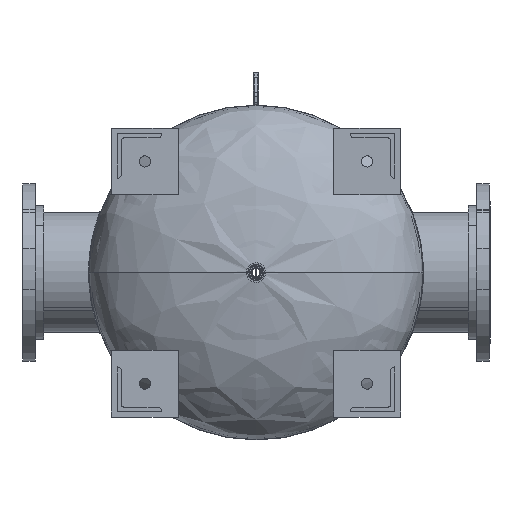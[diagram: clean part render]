
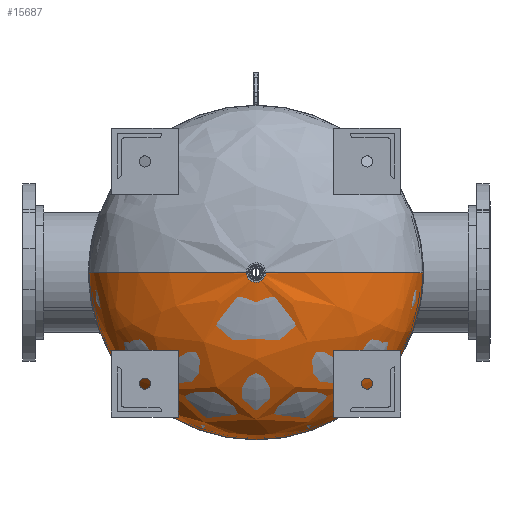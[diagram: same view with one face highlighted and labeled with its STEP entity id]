
A CAD part, front view. The second image highlights one B-rep face of the part: STEP entity #15687.
In plain terms, the highlighted free-form (B-spline) face has degree [3, 3] with [4, 4] control points.
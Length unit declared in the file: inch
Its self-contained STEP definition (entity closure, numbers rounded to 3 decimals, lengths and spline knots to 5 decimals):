
#137 = CARTESIAN_POINT ( 'NONE',  ( 15., 5.05806, 0. ) ) ;
#254 = VERTEX_POINT ( 'NONE', #10266 ) ;
#297 = EDGE_CURVE ( 'NONE', #6857, #254, #14603, .T. ) ;
#788 = DIRECTION ( 'NONE',  ( -1., 0., 0. ) ) ;
#790 = DIRECTION ( 'NONE',  ( 0., 1., 0. ) ) ;
#916 = ORIENTED_EDGE ( 'NONE', *, *, #8419, .T. ) ;
#1265 = CARTESIAN_POINT ( 'NONE',  ( 0.75, 8.36551, 0. ) ) ;
#2129 = EDGE_CURVE ( 'NONE', #6857, #8046, #15244, .T. ) ;
#2396 = CARTESIAN_POINT ( 'NONE',  ( 15., 0.788, 0. ) ) ;
#3748 = CARTESIAN_POINT ( 'NONE',  ( 15., 5.05806, 0. ) ) ;
#3835 = CARTESIAN_POINT ( 'NONE',  ( -15., 0.788, -30. ) ) ;
#3863 = CARTESIAN_POINT ( 'NONE',  ( 0.75, 8.36551, 0. ) ) ;
#3917 = CARTESIAN_POINT ( 'NONE',  ( -15., 0.788, 0. ) ) ;
#4039 = CARTESIAN_POINT ( 'NONE',  ( 0., 8.36551, -0.75 ) ) ;
#4717 = CARTESIAN_POINT ( 'NONE',  ( -15., 0.788, 0. ) ) ;
#4737 = CARTESIAN_POINT ( 'NONE',  ( 9.18163, 8.15201, -18.36325 ) ) ;
#5029 = CARTESIAN_POINT ( 'NONE',  ( -0.75, 8.36551, 0. ) ) ;
#6202 = CARTESIAN_POINT ( 'NONE',  ( 9.18163, 8.15201, 0. ) ) ;
#6339 = AXIS2_PLACEMENT_3D ( 'NONE', #6928, #790, #11883 ) ;
#6857 = VERTEX_POINT ( 'NONE', #5029 ) ;
#6928 = CARTESIAN_POINT ( 'NONE',  ( 0., 0.788, 0. ) ) ;
#7076 = ORIENTED_EDGE ( 'NONE', *, *, #11791, .T. ) ;
#7212 = CARTESIAN_POINT ( 'NONE',  ( 0., 8.36551, 0. ) ) ;
#8046 = VERTEX_POINT ( 'NONE', #4039 ) ;
#8419 = EDGE_CURVE ( 'NONE', #8046, #11652, #10302, .T. ) ;
#8558 = CARTESIAN_POINT ( 'NONE',  ( -15., 5.05806, 0. ) ) ;
#8623 = CARTESIAN_POINT ( 'NONE',  ( -15., 5.05806, 0. ) ) ;
#8999 = AXIS2_PLACEMENT_3D ( 'NONE', #7212, #11039, #10880 ) ;
#9532 = CARTESIAN_POINT ( 'NONE',  ( 0.75, 8.36551, 0. ) ) ;
#9698 = CARTESIAN_POINT ( 'NONE',  ( 9.18163, 8.15201, 0. ) ) ;
#9936 = CARTESIAN_POINT ( 'NONE',  ( 15., 0.788, -30. ) ) ;
#10266 = CARTESIAN_POINT ( 'NONE',  ( -15., 0.788, 0. ) ) ;
#10302 = CIRCLE ( 'NONE', #8999, 0.75 ) ;
#10666 = DIRECTION ( 'NONE',  ( 0., -1., 0. ) ) ;
#10880 = DIRECTION ( 'NONE',  ( -1., 0., 0. ) ) ;
#11039 = DIRECTION ( 'NONE',  ( 0., -1., 0. ) ) ;
#11211 = ORIENTED_EDGE ( 'NONE', *, *, #15711, .T. ) ;
#11285 = ORIENTED_EDGE ( 'NONE', *, *, #297, .F. ) ;
#11331 = CARTESIAN_POINT ( 'NONE',  ( -9.18163, 8.15201, 0. ) ) ;
#11649 = CARTESIAN_POINT ( 'NONE',  ( 0., 8.36551, 0. ) ) ;
#11652 = VERTEX_POINT ( 'NONE', #3863 ) ;
#11791 = EDGE_CURVE ( 'NONE', #14507, #254, #14371, .T. ) ;
#11883 = DIRECTION ( 'NONE',  ( -1., 0., 0. ) ) ;
#12103 = EDGE_LOOP ( 'NONE', ( #11285, #13091, #916, #11211, #7076 ) ) ;
#12296 = CARTESIAN_POINT ( 'NONE',  ( 15., 5.05806, -30. ) ) ;
#12367 = CARTESIAN_POINT ( 'NONE',  ( 15., 0.788, 0. ) ) ;
#12524 =( BOUNDED_SURFACE ( )  B_SPLINE_SURFACE ( 3, 3, ( 
 ( #9532, #15760, #14478, #14560 ),
 ( #9698, #4737, #14635, #11331 ),
 ( #3748, #12296, #14716, #8558 ),
 ( #12367, #9936, #3835, #3917 ) ),
 .UNSPECIFIED., .F., .F., .T. ) 
 B_SPLINE_SURFACE_WITH_KNOTS ( ( 4, 4 ),
 ( 4, 4 ),
 ( 0., 1. ),
 ( 0., 1. ),
 .UNSPECIFIED. ) 
 GEOMETRIC_REPRESENTATION_ITEM ( )  RATIONAL_B_SPLINE_SURFACE ( (
 ( 1., 0.333, 0.333, 1.),
 ( 0.816, 0.272, 0.272, 0.816),
 ( 0.816, 0.272, 0.272, 0.816),
 ( 1., 0.333, 0.333, 1.) ) ) 
 REPRESENTATION_ITEM ( '' )  SURFACE ( )  );
#13091 = ORIENTED_EDGE ( 'NONE', *, *, #2129, .T. ) ;
#13408 = CARTESIAN_POINT ( 'NONE',  ( -0.75, 8.36551, 0. ) ) ;
#14182 =( BOUNDED_CURVE ( )  B_SPLINE_CURVE ( 3, ( #1265, #6202, #137, #2396 ),
 .UNSPECIFIED., .F., .T. ) 
 B_SPLINE_CURVE_WITH_KNOTS ( ( 4, 4 ),
 ( 4.76241, 6.28319 ),
 .UNSPECIFIED. ) 
 CURVE ( )  GEOMETRIC_REPRESENTATION_ITEM ( )  RATIONAL_B_SPLINE_CURVE ( ( 1., 0.816, 0.816, 1. ) ) 
 REPRESENTATION_ITEM ( '' )  );
#14371 = CIRCLE ( 'NONE', #6339, 15. ) ;
#14478 = CARTESIAN_POINT ( 'NONE',  ( -0.75, 8.36551, -1.5 ) ) ;
#14507 = VERTEX_POINT ( 'NONE', #15533 ) ;
#14560 = CARTESIAN_POINT ( 'NONE',  ( -0.75, 8.36551, 0. ) ) ;
#14603 =( BOUNDED_CURVE ( )  B_SPLINE_CURVE ( 3, ( #13408, #14616, #8623, #4717 ),
 .UNSPECIFIED., .F., .T. ) 
 B_SPLINE_CURVE_WITH_KNOTS ( ( 4, 4 ),
 ( 4.76241, 6.28319 ),
 .UNSPECIFIED. ) 
 CURVE ( )  GEOMETRIC_REPRESENTATION_ITEM ( )  RATIONAL_B_SPLINE_CURVE ( ( 1., 0.816, 0.816, 1. ) ) 
 REPRESENTATION_ITEM ( '' )  );
#14616 = CARTESIAN_POINT ( 'NONE',  ( -9.18163, 8.15201, 0. ) ) ;
#14635 = CARTESIAN_POINT ( 'NONE',  ( -9.18163, 8.15201, -18.36325 ) ) ;
#14716 = CARTESIAN_POINT ( 'NONE',  ( -15., 5.05806, -30. ) ) ;
#15244 = CIRCLE ( 'NONE', #15481, 0.75 ) ;
#15481 = AXIS2_PLACEMENT_3D ( 'NONE', #11649, #10666, #788 ) ;
#15533 = CARTESIAN_POINT ( 'NONE',  ( 15., 0.788, 0. ) ) ;
#15671 = FACE_OUTER_BOUND ( 'NONE', #12103, .T. ) ;
#15687 = ADVANCED_FACE ( 'NONE', ( #15671 ), #12524, .T. ) ;
#15711 = EDGE_CURVE ( 'NONE', #11652, #14507, #14182, .T. ) ;
#15760 = CARTESIAN_POINT ( 'NONE',  ( 0.75, 8.36551, -1.5 ) ) ;
